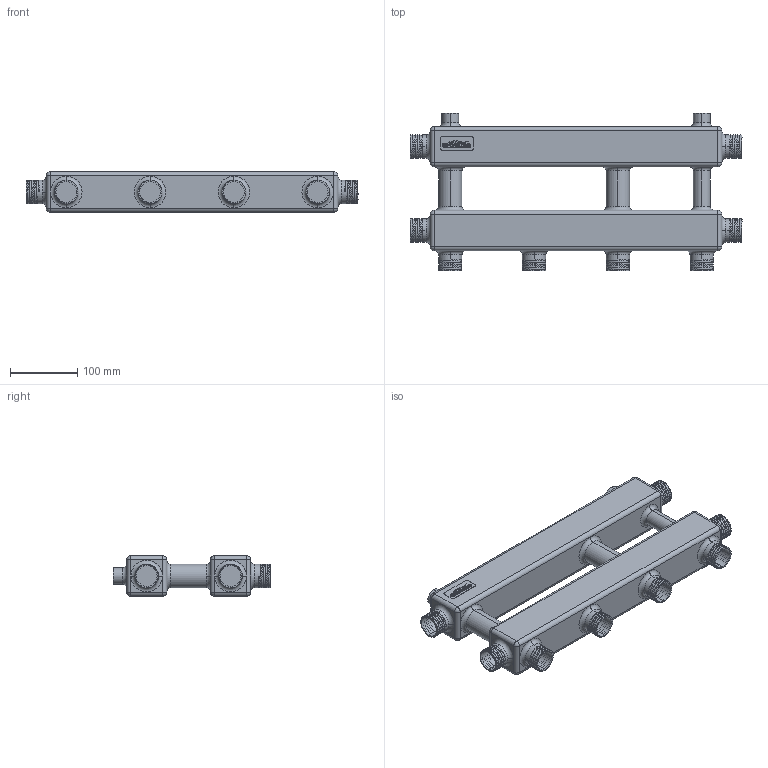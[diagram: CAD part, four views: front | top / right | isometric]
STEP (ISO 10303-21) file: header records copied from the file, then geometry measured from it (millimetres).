
FILE_DESCRIPTION (( 'STEP AP214' ), '1' );
FILE_NAME ('MK[SS]-60-3D.17.STEP', '2017-02-28T12:17:18', ( '' ), ( '' ), 'SwSTEP 2.0', 'SolidWorks 2015', '' );
FILE_SCHEMA (( 'AUTOMOTIVE_DESIGN' ));
Length unit declared in the file: millimetre
Products named in the file (1): MK[SS]-60-3D.17
Bounding box: 495 x 235 x 61 mm (x, y, z)
Volume: 3211444.7 mm3; surface area: 312845.9 mm2
Topology: 1 solids, 5 shells, 804 faces, 2190 edges, 1426 vertices
Faces by surface type: bspline 360, plane 224, cylinder 172, torus 32, sphere 16
Entity records: 34578 total; most frequent: CARTESIAN_POINT 16765, ORIENTED_EDGE 4348, DIRECTION 2398, EDGE_CURVE 2174, VERTEX_POINT 1426, VECTOR 1000, LINE 1000, EDGE_LOOP 856
